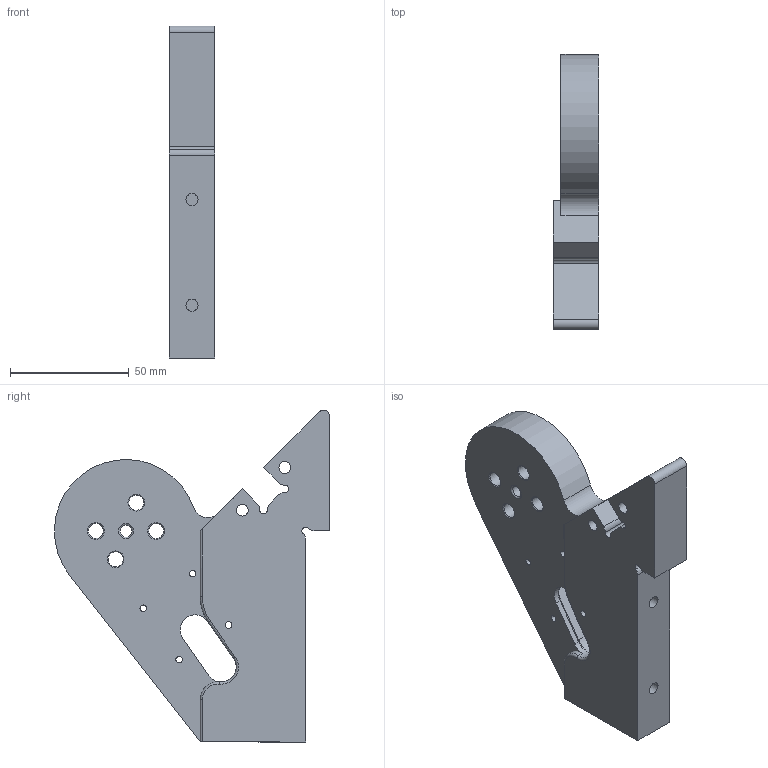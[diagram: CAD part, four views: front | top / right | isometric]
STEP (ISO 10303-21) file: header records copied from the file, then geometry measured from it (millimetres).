
FILE_DESCRIPTION(/* description */ (''),/* implementation_level */ '2;1');
FILE_NAME(/* name */ 'weapon upright right.step',/* time_stamp */ '2024-06-03T11:00:15-04:00',/* author */ (''),/* organization */ (''),/* preprocessor_version */ 'ST-DEVELOPER v20',/* originating_system */ 'Autodesk Translation Framework v13.14.0.145',/* authorisation */ '');
FILE_SCHEMA (('AUTOMOTIVE_DESIGN { 1 0 10303 214 3 1 1 }'));
Length unit declared in the file: inch
Products named in the file (1): weapon upright eft (1)
Bounding box: 19.05 x 115.87 x 139.82 mm (x, y, z)
Volume: 141092.9 mm3; surface area: 33149.3 mm2
Topology: 1 solids, 1 shells, 109 faces, 274 edges, 171 vertices
Faces by surface type: cylinder 49, plane 28, torus 18, cone 8, bspline 6
Full cylindrical faces by diameter (mm): 2.769 x4, 4.978 x2, 5.08 x1, 5.116 x4, 6.35 x4
Entity records: 3593 total; most frequent: CARTESIAN_POINT 820, DIRECTION 610, ORIENTED_EDGE 548, EDGE_CURVE 274, AXIS2_PLACEMENT_3D 244, VERTEX_POINT 171, CIRCLE 138, EDGE_LOOP 137
